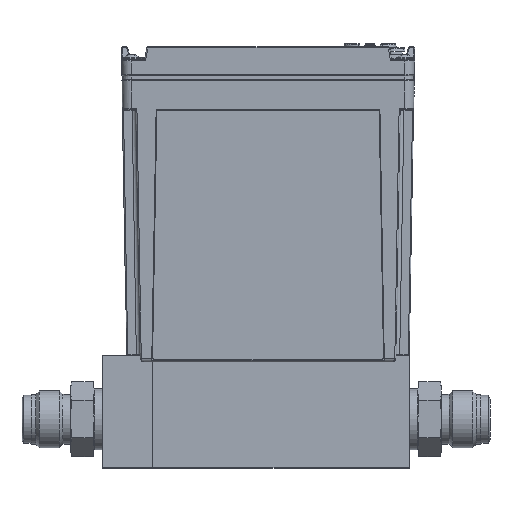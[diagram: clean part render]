
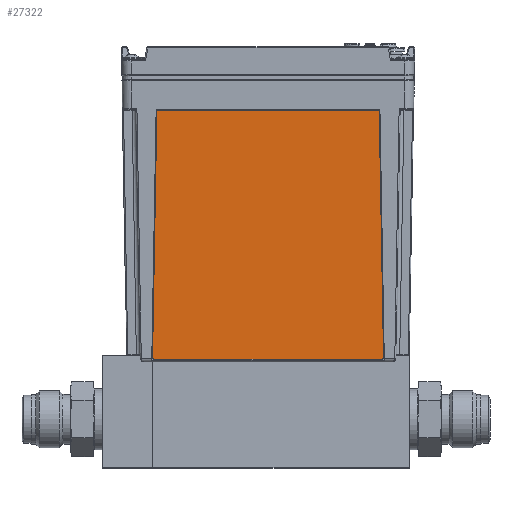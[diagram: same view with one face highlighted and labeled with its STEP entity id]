
A CAD part, top view. The second image highlights one B-rep face of the part: STEP entity #27322.
In plain terms, the highlighted planar face has unit normal (0, -0.018, 1).
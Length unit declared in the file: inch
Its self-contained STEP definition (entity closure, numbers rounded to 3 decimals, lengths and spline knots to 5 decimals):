
#212 = VERTEX_POINT ( 'NONE', #34471 ) ;
#3197 = LINE ( 'NONE', #32934, #3200 ) ;
#3200 = VECTOR ( 'NONE', #32936, 39.37008 ) ;
#3201 = LINE ( 'NONE', #32938, #3204 ) ;
#3204 = VECTOR ( 'NONE', #32939, 39.37008 ) ;
#3209 = LINE ( 'NONE', #32947, #3212 ) ;
#3212 = VECTOR ( 'NONE', #32948, 39.37008 ) ;
#3219 = CIRCLE ( 'NONE', #37575, 0.02 ) ;
#3221 = LINE ( 'NONE', #32957, #3224 ) ;
#3224 = VECTOR ( 'NONE', #32958, 39.37008 ) ;
#3225 = CIRCLE ( 'NONE', #37572, 0.02 ) ;
#3227 = CIRCLE ( 'NONE', #37573, 0.02 ) ;
#3232 = CIRCLE ( 'NONE', #37576, 0.02 ) ;
#7077 = ORIENTED_EDGE ( 'NONE', *, *, #14021, .T. ) ;
#7078 = ORIENTED_EDGE ( 'NONE', *, *, #14031, .T. ) ;
#7194 = ORIENTED_EDGE ( 'NONE', *, *, #14005, .T. ) ;
#7195 = ORIENTED_EDGE ( 'NONE', *, *, #13994, .T. ) ;
#7384 = ORIENTED_EDGE ( 'NONE', *, *, #14017, .T. ) ;
#7385 = ORIENTED_EDGE ( 'NONE', *, *, #13998, .T. ) ;
#7624 = ORIENTED_EDGE ( 'NONE', *, *, #14023, .T. ) ;
#7627 = ORIENTED_EDGE ( 'NONE', *, *, #14029, .T. ) ;
#9875 = EDGE_LOOP ( 'NONE', ( #7384, #7077, #7194, #7624, #7385, #7078, #7195, #7627 ) ) ;
#9948 = VERTEX_POINT ( 'NONE', #31821 ) ;
#10112 = VERTEX_POINT ( 'NONE', #31871 ) ;
#10473 = VERTEX_POINT ( 'NONE', #32022 ) ;
#10481 = VERTEX_POINT ( 'NONE', #32029 ) ;
#10496 = VERTEX_POINT ( 'NONE', #32044 ) ;
#10604 = VERTEX_POINT ( 'NONE', #32086 ) ;
#10635 = VERTEX_POINT ( 'NONE', #32116 ) ;
#10846 = FACE_OUTER_BOUND ( 'NONE', #9875, .T. ) ;
#11296 = PLANE ( 'NONE',  #39039 ) ;
#11305 = CARTESIAN_POINT ( 'NONE',  ( -0.9865, 4.63895, 1.02987 ) ) ;
#11306 = DIRECTION ( 'NONE',  ( 0., -0.017, 1. ) ) ;
#11307 = DIRECTION ( 'NONE',  ( 1., 0., 0. ) ) ;
#13994 = EDGE_CURVE ( 'NONE', #9948, #10473, #3197, .T. ) ;
#13998 = EDGE_CURVE ( 'NONE', #10112, #10635, #3201, .T. ) ;
#14005 = EDGE_CURVE ( 'NONE', #10604, #212, #3209, .T. ) ;
#14017 = EDGE_CURVE ( 'NONE', #10496, #10481, #3221, .T. ) ;
#14021 = EDGE_CURVE ( 'NONE', #10481, #10604, #3225, .T. ) ;
#14023 = EDGE_CURVE ( 'NONE', #212, #10112, #3227, .T. ) ;
#14029 = EDGE_CURVE ( 'NONE', #10473, #10496, #3219, .T. ) ;
#14031 = EDGE_CURVE ( 'NONE', #10635, #9948, #3232, .T. ) ;
#27322 = ADVANCED_FACE ( 'NONE', ( #10846 ), #11296, .T. ) ;
#31821 = CARTESIAN_POINT ( 'NONE',  ( -2.69684, 4.6193, 1.02953 ) ) ;
#31871 = CARTESIAN_POINT ( 'NONE',  ( 0.70385, 4.63895, 1.02987 ) ) ;
#32022 = CARTESIAN_POINT ( 'NONE',  ( -2.76314, 0.82988, 0.96339 ) ) ;
#32029 = CARTESIAN_POINT ( 'NONE',  ( 0.77015, 0.80953, 0.96303 ) ) ;
#32044 = CARTESIAN_POINT ( 'NONE',  ( -2.74315, 0.80953, 0.96303 ) ) ;
#32086 = CARTESIAN_POINT ( 'NONE',  ( 0.79014, 0.82988, 0.96339 ) ) ;
#32116 = CARTESIAN_POINT ( 'NONE',  ( -2.67685, 4.63895, 1.02987 ) ) ;
#32934 = CARTESIAN_POINT ( 'NONE',  ( -2.6965, 4.63895, 1.02987 ) ) ;
#32936 = DIRECTION ( 'NONE',  ( -0.017, -1., -0.017 ) ) ;
#32938 = CARTESIAN_POINT ( 'NONE',  ( 0.7235, 4.63895, 1.02987 ) ) ;
#32939 = DIRECTION ( 'NONE',  ( -1., 0., 0. ) ) ;
#32947 = CARTESIAN_POINT ( 'NONE',  ( 0.7905, 0.80953, 0.96303 ) ) ;
#32948 = DIRECTION ( 'NONE',  ( -0.017, 1., 0.017 ) ) ;
#32957 = CARTESIAN_POINT ( 'NONE',  ( -2.7635, 0.80953, 0.96303 ) ) ;
#32958 = DIRECTION ( 'NONE',  ( 1., 0., 0. ) ) ;
#32963 = CARTESIAN_POINT ( 'NONE',  ( 0.77015, 0.82953, 0.96338 ) ) ;
#32964 = DIRECTION ( 'NONE',  ( 0., -0.017, 1. ) ) ;
#32965 = DIRECTION ( 'NONE',  ( 1., 0., 0. ) ) ;
#32966 = CARTESIAN_POINT ( 'NONE',  ( 0.70385, 4.61895, 1.02953 ) ) ;
#32967 = DIRECTION ( 'NONE',  ( 0., -0.017, 1. ) ) ;
#32968 = DIRECTION ( 'NONE',  ( 1., 0., 0. ) ) ;
#32974 = CARTESIAN_POINT ( 'NONE',  ( -2.74315, 0.82953, 0.96338 ) ) ;
#32975 = DIRECTION ( 'NONE',  ( 0., -0.017, 1. ) ) ;
#32976 = DIRECTION ( 'NONE',  ( 1., 0., 0. ) ) ;
#32979 = CARTESIAN_POINT ( 'NONE',  ( -2.67685, 4.61895, 1.02953 ) ) ;
#32980 = DIRECTION ( 'NONE',  ( 0., -0.017, 1. ) ) ;
#32981 = DIRECTION ( 'NONE',  ( 1., 0., 0. ) ) ;
#34471 = CARTESIAN_POINT ( 'NONE',  ( 0.72384, 4.6193, 1.02953 ) ) ;
#37572 = AXIS2_PLACEMENT_3D ( 'NONE', #32963, #32964, #32965 ) ;
#37573 = AXIS2_PLACEMENT_3D ( 'NONE', #32966, #32967, #32968 ) ;
#37575 = AXIS2_PLACEMENT_3D ( 'NONE', #32974, #32975, #32976 ) ;
#37576 = AXIS2_PLACEMENT_3D ( 'NONE', #32979, #32980, #32981 ) ;
#39039 = AXIS2_PLACEMENT_3D ( 'NONE', #11305, #11306, #11307 ) ;
